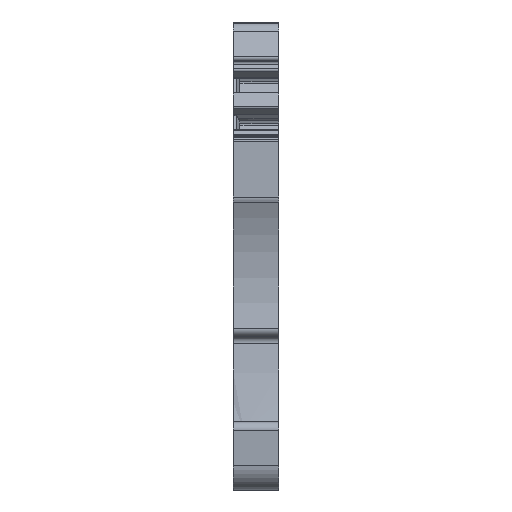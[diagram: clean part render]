
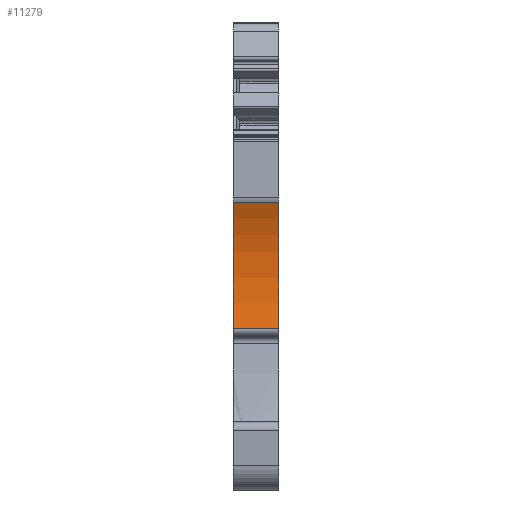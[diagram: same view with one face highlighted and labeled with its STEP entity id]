
A CAD part, front view. The second image highlights one B-rep face of the part: STEP entity #11279.
In plain terms, the highlighted cylindrical face has radius 15 mm (diameter 30 mm), a partial arc.
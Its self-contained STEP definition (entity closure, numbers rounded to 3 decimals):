
#1776=AXIS2_PLACEMENT_3D('Circle Axis2P3D',#1774,#1775,$) ;
#1783=AXIS2_PLACEMENT_3D('Circle Axis2P3D',#1781,#1782,$) ;
#4922=AXIS2_PLACEMENT_3D('Circle Axis2P3D',#4920,#4921,$) ;
#4929=AXIS2_PLACEMENT_3D('Circle Axis2P3D',#4927,#4928,$) ;
#11264=AXIS2_PLACEMENT_3D('Cylinder Axis2P3D',#11261,#11262,#11263) ;
#1771=CARTESIAN_POINT('Vertex',(3.5,0.081,22.297)) ;
#1774=CARTESIAN_POINT('Axis2P3D Location',(3.5,-13.68,16.328)) ;
#1778=CARTESIAN_POINT('Vertex',(3.5,1.176,18.4)) ;
#1781=CARTESIAN_POINT('Axis2P3D Location',(3.5,-13.68,16.328)) ;
#1785=CARTESIAN_POINT('Vertex',(3.5,0.83,12.527)) ;
#4917=CARTESIAN_POINT('Vertex',(0.,0.83,12.527)) ;
#4920=CARTESIAN_POINT('Axis2P3D Location',(0.,-13.68,16.328)) ;
#4924=CARTESIAN_POINT('Vertex',(0.,1.176,18.4)) ;
#4927=CARTESIAN_POINT('Axis2P3D Location',(0.,-13.68,16.328)) ;
#4931=CARTESIAN_POINT('Vertex',(0.,0.081,22.297)) ;
#11249=CARTESIAN_POINT('Line Origine',(1.75,0.83,12.527)) ;
#11261=CARTESIAN_POINT('Axis2P3D Location',(1.75,-13.68,16.328)) ;
#11266=CARTESIAN_POINT('Line Origine',(1.75,0.081,22.297)) ;
#1775=DIRECTION('Axis2P3D Direction',(-1.,0.,0.)) ;
#1782=DIRECTION('Axis2P3D Direction',(-1.,0.,0.)) ;
#4921=DIRECTION('Axis2P3D Direction',(-1.,0.,0.)) ;
#4928=DIRECTION('Axis2P3D Direction',(-1.,0.,0.)) ;
#11250=DIRECTION('Vector Direction',(-1.,0.,0.)) ;
#11262=DIRECTION('Axis2P3D Direction',(-1.,0.,0.)) ;
#11263=DIRECTION('Axis2P3D XDirection',(0.,0.917,0.398)) ;
#11267=DIRECTION('Vector Direction',(-1.,0.,0.)) ;
#11251=VECTOR('Line Direction',#11250,1.) ;
#11268=VECTOR('Line Direction',#11267,1.) ;
#11272=ORIENTED_EDGE('',*,*,#1780,.T.) ;
#11273=ORIENTED_EDGE('',*,*,#11270,.T.) ;
#11274=ORIENTED_EDGE('',*,*,#4933,.F.) ;
#11275=ORIENTED_EDGE('',*,*,#4926,.F.) ;
#11276=ORIENTED_EDGE('',*,*,#11253,.F.) ;
#11277=ORIENTED_EDGE('',*,*,#1787,.T.) ;
#11279=ADVANCED_FACE('KLTR ZDU1.5/3AN....1\\K\X2\00F6\X0\rper.2 ( *SOL1 - wsp *MASTER -  )',(#11278),#11265,.F.) ;
#1777=CIRCLE('generated circle',#1776,15.) ;
#1784=CIRCLE('generated circle',#1783,15.) ;
#4923=CIRCLE('generated circle',#4922,15.) ;
#4930=CIRCLE('generated circle',#4929,15.) ;
#11265=CYLINDRICAL_SURFACE('generated cylinder',#11264,15.) ;
#1780=EDGE_CURVE('',#1779,#1772,#1777,.F.) ;
#1787=EDGE_CURVE('',#1786,#1779,#1784,.F.) ;
#4926=EDGE_CURVE('',#4918,#4925,#4923,.F.) ;
#4933=EDGE_CURVE('',#4925,#4932,#4930,.F.) ;
#11253=EDGE_CURVE('',#1786,#4918,#11252,.T.) ;
#11270=EDGE_CURVE('',#1772,#4932,#11269,.T.) ;
#11271=EDGE_LOOP('',(#11272,#11273,#11274,#11275,#11276,#11277)) ;
#11278=FACE_OUTER_BOUND('',#11271,.T.) ;
#11252=LINE('Line',#11249,#11251) ;
#11269=LINE('Line',#11266,#11268) ;
#1772=VERTEX_POINT('',#1771) ;
#1779=VERTEX_POINT('',#1778) ;
#1786=VERTEX_POINT('',#1785) ;
#4918=VERTEX_POINT('',#4917) ;
#4925=VERTEX_POINT('',#4924) ;
#4932=VERTEX_POINT('',#4931) ;
